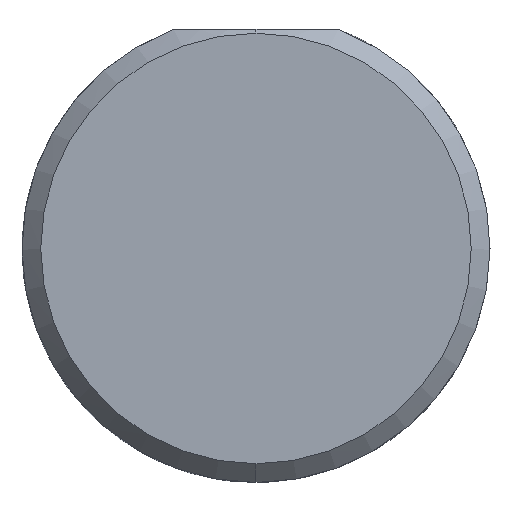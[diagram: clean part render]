
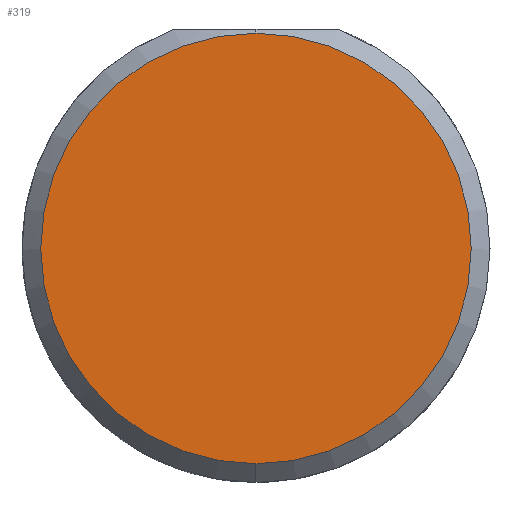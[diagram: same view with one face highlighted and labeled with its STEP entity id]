
A CAD part, left-side view. The second image highlights one B-rep face of the part: STEP entity #319.
In plain terms, the highlighted planar face has unit normal (-1, 0, 0).
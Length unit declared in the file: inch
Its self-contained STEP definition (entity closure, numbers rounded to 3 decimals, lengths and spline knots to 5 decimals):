
#5 = DIRECTION ( 'NONE',  ( 0., 0., -1. ) ) ;
#9 = DIRECTION ( 'NONE',  ( 1., 0., 0. ) ) ;
#12 = AXIS2_PLACEMENT_3D ( 'NONE', #104, #478, #589 ) ;
#17 = FACE_OUTER_BOUND ( 'NONE', #98, .T. ) ;
#25 = CARTESIAN_POINT ( 'NONE',  ( 0., 0., 0. ) ) ;
#30 = PLANE ( 'NONE',  #127 ) ;
#46 = VERTEX_POINT ( 'NONE', #214 ) ;
#60 = DIRECTION ( 'NONE',  ( -1., 0., 0. ) ) ;
#62 = CARTESIAN_POINT ( 'NONE',  ( 0., 0., 0. ) ) ;
#71 = CIRCLE ( 'NONE', #12, 0.17235 ) ;
#89 = EDGE_CURVE ( 'NONE', #46, #472, #591, .T. ) ;
#98 = EDGE_LOOP ( 'NONE', ( #576, #446 ) ) ;
#104 = CARTESIAN_POINT ( 'NONE',  ( 0., 0., 0. ) ) ;
#127 = AXIS2_PLACEMENT_3D ( 'NONE', #25, #9, #5 ) ;
#214 = CARTESIAN_POINT ( 'NONE',  ( 0., 0., -0.17235 ) ) ;
#220 = EDGE_CURVE ( 'NONE', #472, #46, #71, .T. ) ;
#319 = ADVANCED_FACE ( 'NONE', ( #17 ), #30, .F. ) ;
#390 = AXIS2_PLACEMENT_3D ( 'NONE', #62, #60, #498 ) ;
#446 = ORIENTED_EDGE ( 'NONE', *, *, #220, .T. ) ;
#472 = VERTEX_POINT ( 'NONE', #510 ) ;
#478 = DIRECTION ( 'NONE',  ( -1., 0., 0. ) ) ;
#498 = DIRECTION ( 'NONE',  ( 0., 0., 1. ) ) ;
#510 = CARTESIAN_POINT ( 'NONE',  ( 0., 0., 0.17235 ) ) ;
#576 = ORIENTED_EDGE ( 'NONE', *, *, #89, .T. ) ;
#589 = DIRECTION ( 'NONE',  ( 0., 0., 1. ) ) ;
#591 = CIRCLE ( 'NONE', #390, 0.17235 ) ;
